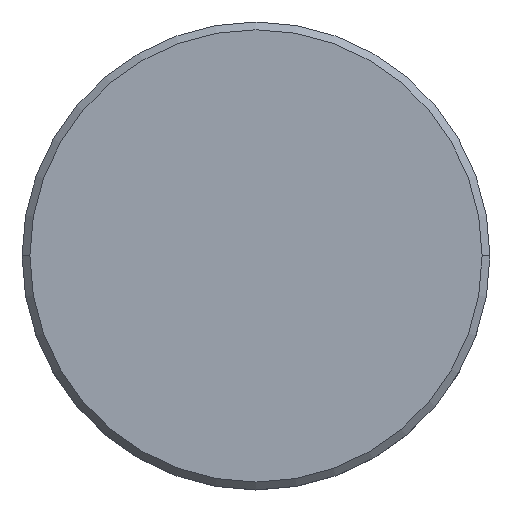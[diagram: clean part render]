
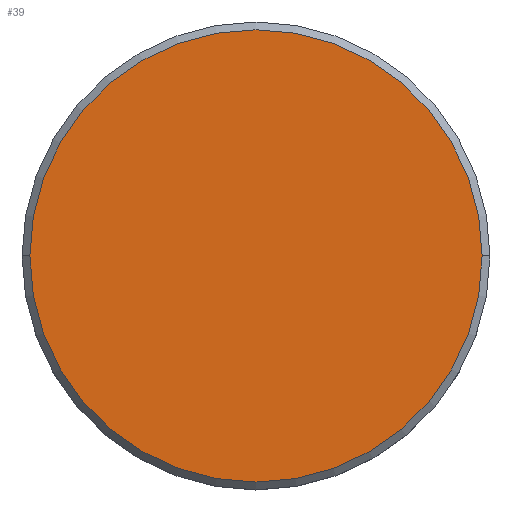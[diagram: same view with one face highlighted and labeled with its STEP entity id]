
A CAD part, top view. The second image highlights one B-rep face of the part: STEP entity #39.
In plain terms, the highlighted planar face has unit normal (0, 0, 1).
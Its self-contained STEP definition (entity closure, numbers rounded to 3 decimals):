
#32 = DIRECTION ( 'NONE',  ( 0., 0., 1. ) ) ;
#39 = ADVANCED_FACE ( 'NONE', ( #1036 ), #213, .T. ) ;
#64 = DIRECTION ( 'NONE',  ( 1., 0., 0. ) ) ;
#126 = DIRECTION ( 'NONE',  ( 0., 0., 1. ) ) ;
#149 = EDGE_CURVE ( 'NONE', #480, #231, #603, .T. ) ;
#176 = CARTESIAN_POINT ( 'NONE',  ( -14.5, 0., 0. ) ) ;
#213 = PLANE ( 'NONE',  #625 ) ;
#231 = VERTEX_POINT ( 'NONE', #176 ) ;
#233 = DIRECTION ( 'NONE',  ( 0., 0., 1. ) ) ;
#281 = AXIS2_PLACEMENT_3D ( 'NONE', #1057, #233, #595 ) ;
#308 = CARTESIAN_POINT ( 'NONE',  ( 0., 0., 0. ) ) ;
#480 = VERTEX_POINT ( 'NONE', #867 ) ;
#486 = CARTESIAN_POINT ( 'NONE',  ( 0., 0., 0. ) ) ;
#493 = DIRECTION ( 'NONE',  ( 1., 0., 0. ) ) ;
#502 = EDGE_LOOP ( 'NONE', ( #686, #1121 ) ) ;
#595 = DIRECTION ( 'NONE',  ( 1., 0., 0. ) ) ;
#603 = CIRCLE ( 'NONE', #281, 14.5 ) ;
#625 = AXIS2_PLACEMENT_3D ( 'NONE', #486, #126, #64 ) ;
#686 = ORIENTED_EDGE ( 'NONE', *, *, #942, .T. ) ;
#728 = AXIS2_PLACEMENT_3D ( 'NONE', #308, #32, #493 ) ;
#777 = CIRCLE ( 'NONE', #728, 14.5 ) ;
#867 = CARTESIAN_POINT ( 'NONE',  ( 14.5, 0., 0. ) ) ;
#942 = EDGE_CURVE ( 'NONE', #231, #480, #777, .T. ) ;
#1036 = FACE_OUTER_BOUND ( 'NONE', #502, .T. ) ;
#1057 = CARTESIAN_POINT ( 'NONE',  ( 0., 0., 0. ) ) ;
#1121 = ORIENTED_EDGE ( 'NONE', *, *, #149, .T. ) ;
